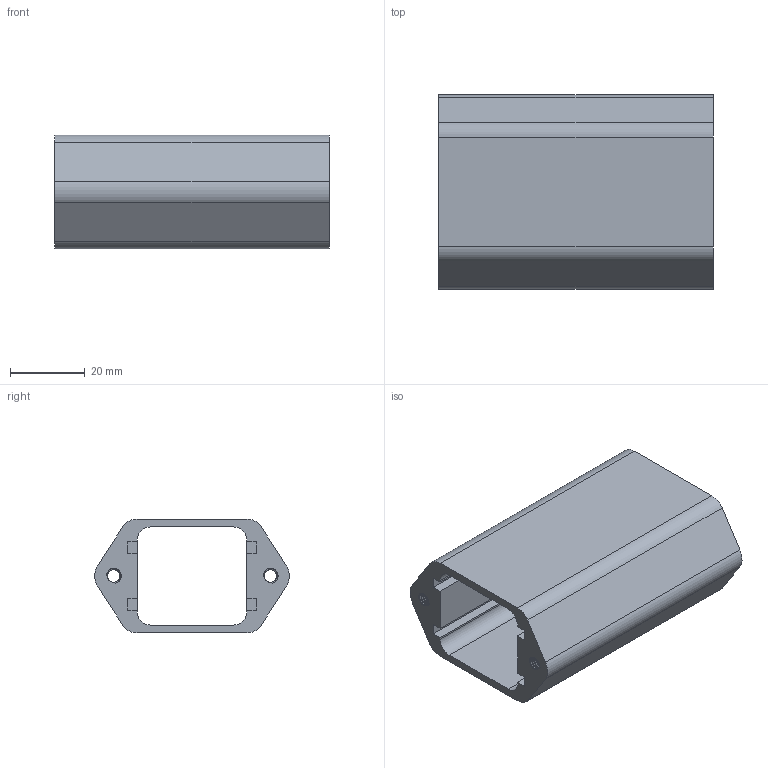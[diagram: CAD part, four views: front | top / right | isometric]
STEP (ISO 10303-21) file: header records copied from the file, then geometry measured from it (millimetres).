
FILE_DESCRIPTION(/* description */ (''),/* implementation_level */ '2;1');
FILE_NAME(/* name */ 'TinyCan_Shell.step',/* time_stamp */ '2025-11-04T15:30:12-06:00',/* author */ (''),/* organization */ (''),/* preprocessor_version */ 'ST-DEVELOPER v20.1',/* originating_system */ 'Autodesk Translation Framework v14.10.0.0',/* authorisation */ '');
FILE_SCHEMA (('AUTOMOTIVE_DESIGN { 1 0 10303 214 3 1 1 }'));
Length unit declared in the file: millimetre
Products named in the file (1): Mini_Bench
Bounding box: 73.5 x 52.04 x 30.48 mm (x, y, z)
Volume: 36647.9 mm3; surface area: 22382.6 mm2
Topology: 1 solids, 1 shells, 239 faces, 708 edges, 472 vertices
Faces by surface type: cylinder 192, plane 39, bspline 8
Full cylindrical faces by diameter (mm): 3.332 x40, 4.109 x12, 4.11 x12
Entity records: 18327 total; most frequent: CARTESIAN_POINT 12592, ORIENTED_EDGE 1416, DIRECTION 848, EDGE_CURVE 708, VERTEX_POINT 472, B_SPLINE_CURVE_WITH_KNOTS 374, LINE 284, VECTOR 284
